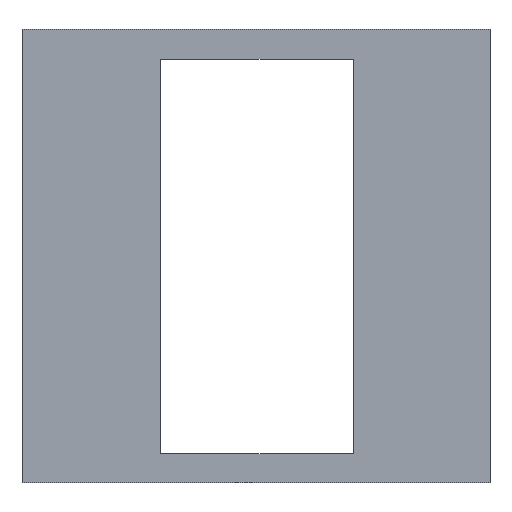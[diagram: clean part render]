
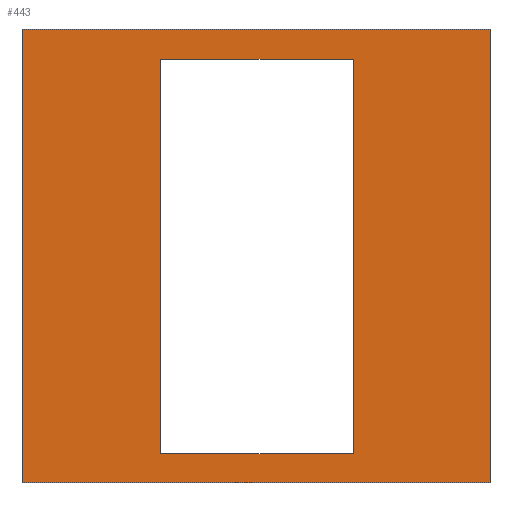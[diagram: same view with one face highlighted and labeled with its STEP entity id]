
A CAD part, top view. The second image highlights one B-rep face of the part: STEP entity #443.
In plain terms, the highlighted planar face has unit normal (0, 0, 1).
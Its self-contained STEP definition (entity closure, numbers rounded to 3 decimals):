
#42 = VERTEX_POINT('',#43);
#43 = CARTESIAN_POINT('',(136.474,-101.041,1.6));
#50 = PLANE('',#51);
#51 = AXIS2_PLACEMENT_3D('',#52,#53,#54);
#52 = CARTESIAN_POINT('',(136.474,-101.041,0.));
#53 = DIRECTION('',(0.,-1.,0.));
#54 = DIRECTION('',(-1.,0.,0.));
#62 = PLANE('',#63);
#63 = AXIS2_PLACEMENT_3D('',#64,#65,#66);
#64 = CARTESIAN_POINT('',(136.474,-89.408,0.));
#65 = DIRECTION('',(1.,0.,-0.));
#66 = DIRECTION('',(0.,-1.,0.));
#74 = EDGE_CURVE('',#42,#75,#77,.T.);
#75 = VERTEX_POINT('',#76);
#76 = CARTESIAN_POINT('',(124.46,-101.041,1.6));
#77 = SURFACE_CURVE('',#78,(#82,#89),.PCURVE_S1.);
#78 = LINE('',#79,#80);
#79 = CARTESIAN_POINT('',(136.474,-101.041,1.6));
#80 = VECTOR('',#81,1.);
#81 = DIRECTION('',(-1.,0.,0.));
#82 = PCURVE('',#50,#83);
#83 = DEFINITIONAL_REPRESENTATION('',(#84),#88);
#84 = LINE('',#85,#86);
#85 = CARTESIAN_POINT('',(0.,-1.6));
#86 = VECTOR('',#87,1.);
#87 = DIRECTION('',(1.,0.));
#88 = ( GEOMETRIC_REPRESENTATION_CONTEXT(2) 
PARAMETRIC_REPRESENTATION_CONTEXT() REPRESENTATION_CONTEXT('2D SPACE',''
  ) );
#89 = PCURVE('',#90,#95);
#90 = PLANE('',#91);
#91 = AXIS2_PLACEMENT_3D('',#92,#93,#94);
#92 = CARTESIAN_POINT('',(130.467,-95.225,1.6));
#93 = DIRECTION('',(-0.,-0.,-1.));
#94 = DIRECTION('',(-1.,0.,0.));
#95 = DEFINITIONAL_REPRESENTATION('',(#96),#100);
#96 = LINE('',#97,#98);
#97 = CARTESIAN_POINT('',(-6.007,-5.817));
#98 = VECTOR('',#99,1.);
#99 = DIRECTION('',(1.,0.));
#100 = ( GEOMETRIC_REPRESENTATION_CONTEXT(2) 
PARAMETRIC_REPRESENTATION_CONTEXT() REPRESENTATION_CONTEXT('2D SPACE',''
  ) );
#118 = PLANE('',#119);
#119 = AXIS2_PLACEMENT_3D('',#120,#121,#122);
#120 = CARTESIAN_POINT('',(124.46,-101.041,0.));
#121 = DIRECTION('',(-1.,0.,0.));
#122 = DIRECTION('',(0.,1.,0.));
#162 = VERTEX_POINT('',#163);
#163 = CARTESIAN_POINT('',(136.474,-89.408,1.6));
#177 = PLANE('',#178);
#178 = AXIS2_PLACEMENT_3D('',#179,#180,#181);
#179 = CARTESIAN_POINT('',(124.46,-89.408,0.));
#180 = DIRECTION('',(0.,1.,0.));
#181 = DIRECTION('',(1.,0.,0.));
#189 = EDGE_CURVE('',#162,#42,#190,.T.);
#190 = SURFACE_CURVE('',#191,(#195,#202),.PCURVE_S1.);
#191 = LINE('',#192,#193);
#192 = CARTESIAN_POINT('',(136.474,-89.408,1.6));
#193 = VECTOR('',#194,1.);
#194 = DIRECTION('',(0.,-1.,0.));
#195 = PCURVE('',#62,#196);
#196 = DEFINITIONAL_REPRESENTATION('',(#197),#201);
#197 = LINE('',#198,#199);
#198 = CARTESIAN_POINT('',(0.,-1.6));
#199 = VECTOR('',#200,1.);
#200 = DIRECTION('',(1.,0.));
#201 = ( GEOMETRIC_REPRESENTATION_CONTEXT(2) 
PARAMETRIC_REPRESENTATION_CONTEXT() REPRESENTATION_CONTEXT('2D SPACE',''
  ) );
#202 = PCURVE('',#90,#203);
#203 = DEFINITIONAL_REPRESENTATION('',(#204),#208);
#204 = LINE('',#205,#206);
#205 = CARTESIAN_POINT('',(-6.007,5.817));
#206 = VECTOR('',#207,1.);
#207 = DIRECTION('',(0.,-1.));
#208 = ( GEOMETRIC_REPRESENTATION_CONTEXT(2) 
PARAMETRIC_REPRESENTATION_CONTEXT() REPRESENTATION_CONTEXT('2D SPACE',''
  ) );
#236 = EDGE_CURVE('',#75,#237,#239,.T.);
#237 = VERTEX_POINT('',#238);
#238 = CARTESIAN_POINT('',(124.46,-89.408,1.6));
#239 = SURFACE_CURVE('',#240,(#244,#251),.PCURVE_S1.);
#240 = LINE('',#241,#242);
#241 = CARTESIAN_POINT('',(124.46,-101.041,1.6));
#242 = VECTOR('',#243,1.);
#243 = DIRECTION('',(0.,1.,0.));
#244 = PCURVE('',#118,#245);
#245 = DEFINITIONAL_REPRESENTATION('',(#246),#250);
#246 = LINE('',#247,#248);
#247 = CARTESIAN_POINT('',(0.,-1.6));
#248 = VECTOR('',#249,1.);
#249 = DIRECTION('',(1.,0.));
#250 = ( GEOMETRIC_REPRESENTATION_CONTEXT(2) 
PARAMETRIC_REPRESENTATION_CONTEXT() REPRESENTATION_CONTEXT('2D SPACE',''
  ) );
#251 = PCURVE('',#90,#252);
#252 = DEFINITIONAL_REPRESENTATION('',(#253),#257);
#253 = LINE('',#254,#255);
#254 = CARTESIAN_POINT('',(6.007,-5.817));
#255 = VECTOR('',#256,1.);
#256 = DIRECTION('',(0.,1.));
#257 = ( GEOMETRIC_REPRESENTATION_CONTEXT(2) 
PARAMETRIC_REPRESENTATION_CONTEXT() REPRESENTATION_CONTEXT('2D SPACE',''
  ) );
#350 = PLANE('',#351);
#351 = AXIS2_PLACEMENT_3D('',#352,#353,#354);
#352 = CARTESIAN_POINT('',(128.016,-90.17,0.));
#353 = DIRECTION('',(1.,0.,-0.));
#354 = DIRECTION('',(0.,-1.,0.));
#378 = PLANE('',#379);
#379 = AXIS2_PLACEMENT_3D('',#380,#381,#382);
#380 = CARTESIAN_POINT('',(128.016,-100.305,0.));
#381 = DIRECTION('',(0.,1.,0.));
#382 = DIRECTION('',(1.,0.,0.));
#406 = PLANE('',#407);
#407 = AXIS2_PLACEMENT_3D('',#408,#409,#410);
#408 = CARTESIAN_POINT('',(132.969,-100.305,0.));
#409 = DIRECTION('',(-1.,0.,0.));
#410 = DIRECTION('',(0.,1.,0.));
#432 = PLANE('',#433);
#433 = AXIS2_PLACEMENT_3D('',#434,#435,#436);
#434 = CARTESIAN_POINT('',(132.969,-90.17,0.));
#435 = DIRECTION('',(0.,-1.,0.));
#436 = DIRECTION('',(-1.,0.,0.));
#443 = ADVANCED_FACE('',(#444,#470),#90,.F.);
#444 = FACE_BOUND('',#445,.F.);
#445 = EDGE_LOOP('',(#446,#447,#448,#469));
#446 = ORIENTED_EDGE('',*,*,#74,.T.);
#447 = ORIENTED_EDGE('',*,*,#236,.T.);
#448 = ORIENTED_EDGE('',*,*,#449,.T.);
#449 = EDGE_CURVE('',#237,#162,#450,.T.);
#450 = SURFACE_CURVE('',#451,(#455,#462),.PCURVE_S1.);
#451 = LINE('',#452,#453);
#452 = CARTESIAN_POINT('',(124.46,-89.408,1.6));
#453 = VECTOR('',#454,1.);
#454 = DIRECTION('',(1.,0.,0.));
#455 = PCURVE('',#90,#456);
#456 = DEFINITIONAL_REPRESENTATION('',(#457),#461);
#457 = LINE('',#458,#459);
#458 = CARTESIAN_POINT('',(6.007,5.817));
#459 = VECTOR('',#460,1.);
#460 = DIRECTION('',(-1.,0.));
#461 = ( GEOMETRIC_REPRESENTATION_CONTEXT(2) 
PARAMETRIC_REPRESENTATION_CONTEXT() REPRESENTATION_CONTEXT('2D SPACE',''
  ) );
#462 = PCURVE('',#177,#463);
#463 = DEFINITIONAL_REPRESENTATION('',(#464),#468);
#464 = LINE('',#465,#466);
#465 = CARTESIAN_POINT('',(0.,-1.6));
#466 = VECTOR('',#467,1.);
#467 = DIRECTION('',(1.,0.));
#468 = ( GEOMETRIC_REPRESENTATION_CONTEXT(2) 
PARAMETRIC_REPRESENTATION_CONTEXT() REPRESENTATION_CONTEXT('2D SPACE',''
  ) );
#469 = ORIENTED_EDGE('',*,*,#189,.T.);
#470 = FACE_BOUND('',#471,.F.);
#471 = EDGE_LOOP('',(#472,#497,#520,#543));
#472 = ORIENTED_EDGE('',*,*,#473,.T.);
#473 = EDGE_CURVE('',#474,#476,#478,.T.);
#474 = VERTEX_POINT('',#475);
#475 = CARTESIAN_POINT('',(128.016,-90.17,1.6));
#476 = VERTEX_POINT('',#477);
#477 = CARTESIAN_POINT('',(128.016,-100.305,1.6));
#478 = SURFACE_CURVE('',#479,(#483,#490),.PCURVE_S1.);
#479 = LINE('',#480,#481);
#480 = CARTESIAN_POINT('',(128.016,-90.17,1.6));
#481 = VECTOR('',#482,1.);
#482 = DIRECTION('',(0.,-1.,0.));
#483 = PCURVE('',#90,#484);
#484 = DEFINITIONAL_REPRESENTATION('',(#485),#489);
#485 = LINE('',#486,#487);
#486 = CARTESIAN_POINT('',(2.451,5.055));
#487 = VECTOR('',#488,1.);
#488 = DIRECTION('',(0.,-1.));
#489 = ( GEOMETRIC_REPRESENTATION_CONTEXT(2) 
PARAMETRIC_REPRESENTATION_CONTEXT() REPRESENTATION_CONTEXT('2D SPACE',''
  ) );
#490 = PCURVE('',#350,#491);
#491 = DEFINITIONAL_REPRESENTATION('',(#492),#496);
#492 = LINE('',#493,#494);
#493 = CARTESIAN_POINT('',(0.,-1.6));
#494 = VECTOR('',#495,1.);
#495 = DIRECTION('',(1.,0.));
#496 = ( GEOMETRIC_REPRESENTATION_CONTEXT(2) 
PARAMETRIC_REPRESENTATION_CONTEXT() REPRESENTATION_CONTEXT('2D SPACE',''
  ) );
#497 = ORIENTED_EDGE('',*,*,#498,.T.);
#498 = EDGE_CURVE('',#476,#499,#501,.T.);
#499 = VERTEX_POINT('',#500);
#500 = CARTESIAN_POINT('',(132.969,-100.305,1.6));
#501 = SURFACE_CURVE('',#502,(#506,#513),.PCURVE_S1.);
#502 = LINE('',#503,#504);
#503 = CARTESIAN_POINT('',(128.016,-100.305,1.6));
#504 = VECTOR('',#505,1.);
#505 = DIRECTION('',(1.,0.,0.));
#506 = PCURVE('',#90,#507);
#507 = DEFINITIONAL_REPRESENTATION('',(#508),#512);
#508 = LINE('',#509,#510);
#509 = CARTESIAN_POINT('',(2.451,-5.08));
#510 = VECTOR('',#511,1.);
#511 = DIRECTION('',(-1.,0.));
#512 = ( GEOMETRIC_REPRESENTATION_CONTEXT(2) 
PARAMETRIC_REPRESENTATION_CONTEXT() REPRESENTATION_CONTEXT('2D SPACE',''
  ) );
#513 = PCURVE('',#378,#514);
#514 = DEFINITIONAL_REPRESENTATION('',(#515),#519);
#515 = LINE('',#516,#517);
#516 = CARTESIAN_POINT('',(0.,-1.6));
#517 = VECTOR('',#518,1.);
#518 = DIRECTION('',(1.,0.));
#519 = ( GEOMETRIC_REPRESENTATION_CONTEXT(2) 
PARAMETRIC_REPRESENTATION_CONTEXT() REPRESENTATION_CONTEXT('2D SPACE',''
  ) );
#520 = ORIENTED_EDGE('',*,*,#521,.T.);
#521 = EDGE_CURVE('',#499,#522,#524,.T.);
#522 = VERTEX_POINT('',#523);
#523 = CARTESIAN_POINT('',(132.969,-90.17,1.6));
#524 = SURFACE_CURVE('',#525,(#529,#536),.PCURVE_S1.);
#525 = LINE('',#526,#527);
#526 = CARTESIAN_POINT('',(132.969,-100.305,1.6));
#527 = VECTOR('',#528,1.);
#528 = DIRECTION('',(0.,1.,0.));
#529 = PCURVE('',#90,#530);
#530 = DEFINITIONAL_REPRESENTATION('',(#531),#535);
#531 = LINE('',#532,#533);
#532 = CARTESIAN_POINT('',(-2.502,-5.08));
#533 = VECTOR('',#534,1.);
#534 = DIRECTION('',(0.,1.));
#535 = ( GEOMETRIC_REPRESENTATION_CONTEXT(2) 
PARAMETRIC_REPRESENTATION_CONTEXT() REPRESENTATION_CONTEXT('2D SPACE',''
  ) );
#536 = PCURVE('',#406,#537);
#537 = DEFINITIONAL_REPRESENTATION('',(#538),#542);
#538 = LINE('',#539,#540);
#539 = CARTESIAN_POINT('',(0.,-1.6));
#540 = VECTOR('',#541,1.);
#541 = DIRECTION('',(1.,0.));
#542 = ( GEOMETRIC_REPRESENTATION_CONTEXT(2) 
PARAMETRIC_REPRESENTATION_CONTEXT() REPRESENTATION_CONTEXT('2D SPACE',''
  ) );
#543 = ORIENTED_EDGE('',*,*,#544,.T.);
#544 = EDGE_CURVE('',#522,#474,#545,.T.);
#545 = SURFACE_CURVE('',#546,(#550,#557),.PCURVE_S1.);
#546 = LINE('',#547,#548);
#547 = CARTESIAN_POINT('',(132.969,-90.17,1.6));
#548 = VECTOR('',#549,1.);
#549 = DIRECTION('',(-1.,0.,0.));
#550 = PCURVE('',#90,#551);
#551 = DEFINITIONAL_REPRESENTATION('',(#552),#556);
#552 = LINE('',#553,#554);
#553 = CARTESIAN_POINT('',(-2.502,5.055));
#554 = VECTOR('',#555,1.);
#555 = DIRECTION('',(1.,0.));
#556 = ( GEOMETRIC_REPRESENTATION_CONTEXT(2) 
PARAMETRIC_REPRESENTATION_CONTEXT() REPRESENTATION_CONTEXT('2D SPACE',''
  ) );
#557 = PCURVE('',#432,#558);
#558 = DEFINITIONAL_REPRESENTATION('',(#559),#563);
#559 = LINE('',#560,#561);
#560 = CARTESIAN_POINT('',(0.,-1.6));
#561 = VECTOR('',#562,1.);
#562 = DIRECTION('',(1.,0.));
#563 = ( GEOMETRIC_REPRESENTATION_CONTEXT(2) 
PARAMETRIC_REPRESENTATION_CONTEXT() REPRESENTATION_CONTEXT('2D SPACE',''
  ) );
